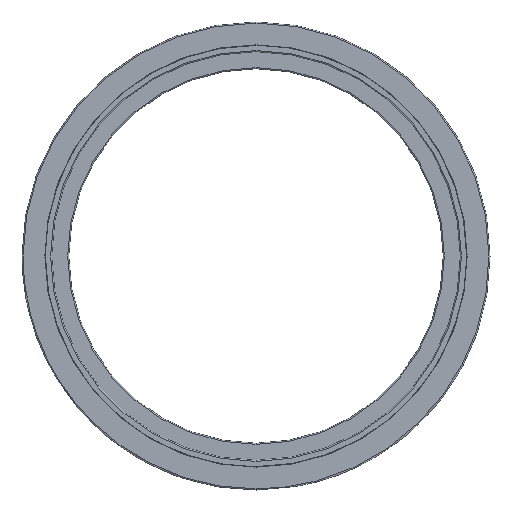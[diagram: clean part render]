
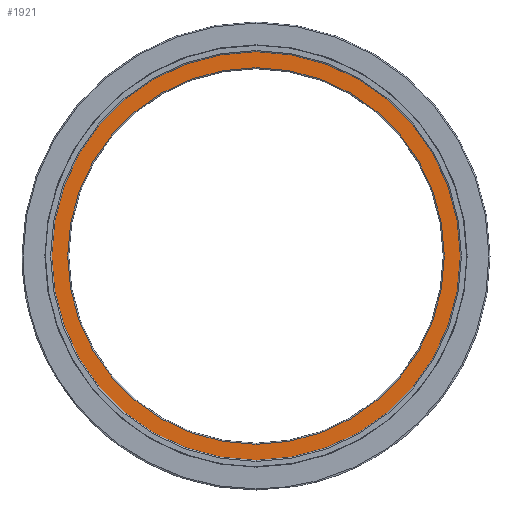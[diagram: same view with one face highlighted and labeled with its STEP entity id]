
A CAD part, left-side view. The second image highlights one B-rep face of the part: STEP entity #1921.
In plain terms, the highlighted planar face has unit normal (-1, 0, 0).
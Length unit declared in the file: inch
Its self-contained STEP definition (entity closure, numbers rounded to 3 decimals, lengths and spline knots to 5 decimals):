
#619 = DIRECTION ( 'NONE',  ( 0., 0., 1. ) ) ;
#687 = DIRECTION ( 'NONE',  ( 0., 1., 0. ) ) ;
#735 = AXIS2_PLACEMENT_3D ( 'NONE', #7410, #9883, #687 ) ;
#856 = DIRECTION ( 'NONE',  ( 0., 1., 0. ) ) ;
#1330 = ORIENTED_EDGE ( 'NONE', *, *, #4578, .F. ) ;
#1616 = CARTESIAN_POINT ( 'NONE',  ( 1.44882, 0., 0. ) ) ;
#1921 = ADVANCED_FACE ( 'NONE', ( #10413, #5333 ), #6187, .F. ) ;
#2324 = CARTESIAN_POINT ( 'NONE',  ( 1.44882, 0., 0. ) ) ;
#2383 = DIRECTION ( 'NONE',  ( 1., 0., 0. ) ) ;
#2708 = EDGE_CURVE ( 'NONE', #3958, #8871, #8603, .T. ) ;
#2920 = CIRCLE ( 'NONE', #7715, 15.07786 ) ;
#2940 = VERTEX_POINT ( 'NONE', #6103 ) ;
#3233 = ORIENTED_EDGE ( 'NONE', *, *, #2708, .F. ) ;
#3316 = DIRECTION ( 'NONE',  ( 1., 0., 0. ) ) ;
#3345 = DIRECTION ( 'NONE',  ( 0., 0., 1. ) ) ;
#3958 = VERTEX_POINT ( 'NONE', #4147 ) ;
#4042 = ORIENTED_EDGE ( 'NONE', *, *, #9266, .F. ) ;
#4114 = CIRCLE ( 'NONE', #4549, 13.46457 ) ;
#4147 = CARTESIAN_POINT ( 'NONE',  ( 1.44882, -15.07786, 0. ) ) ;
#4363 = EDGE_CURVE ( 'NONE', #2940, #5429, #4114, .T. ) ;
#4549 = AXIS2_PLACEMENT_3D ( 'NONE', #2324, #10589, #619 ) ;
#4578 = EDGE_CURVE ( 'NONE', #8871, #3958, #2920, .T. ) ;
#5004 = DIRECTION ( 'NONE',  ( -1., 0., 0. ) ) ;
#5333 = FACE_BOUND ( 'NONE', #7437, .T. ) ;
#5429 = VERTEX_POINT ( 'NONE', #7001 ) ;
#5704 = CARTESIAN_POINT ( 'NONE',  ( 1.44882, 0., 0. ) ) ;
#5891 = CARTESIAN_POINT ( 'NONE',  ( 1.44882, 0., 0. ) ) ;
#5956 = ORIENTED_EDGE ( 'NONE', *, *, #4363, .F. ) ;
#6103 = CARTESIAN_POINT ( 'NONE',  ( 1.44882, 0., -13.46457 ) ) ;
#6187 = PLANE ( 'NONE',  #9928 ) ;
#7001 = CARTESIAN_POINT ( 'NONE',  ( 1.44882, 0., 13.46457 ) ) ;
#7410 = CARTESIAN_POINT ( 'NONE',  ( 1.44882, 0., 0. ) ) ;
#7437 = EDGE_LOOP ( 'NONE', ( #4042, #5956 ) ) ;
#7715 = AXIS2_PLACEMENT_3D ( 'NONE', #5891, #3316, #856 ) ;
#8232 = DIRECTION ( 'NONE',  ( 0., 0., 1. ) ) ;
#8603 = CIRCLE ( 'NONE', #735, 15.07786 ) ;
#8726 = CIRCLE ( 'NONE', #9809, 13.46457 ) ;
#8871 = VERTEX_POINT ( 'NONE', #10109 ) ;
#9084 = EDGE_LOOP ( 'NONE', ( #1330, #3233 ) ) ;
#9266 = EDGE_CURVE ( 'NONE', #5429, #2940, #8726, .T. ) ;
#9809 = AXIS2_PLACEMENT_3D ( 'NONE', #1616, #5004, #3345 ) ;
#9883 = DIRECTION ( 'NONE',  ( 1., 0., 0. ) ) ;
#9928 = AXIS2_PLACEMENT_3D ( 'NONE', #5704, #2383, #8232 ) ;
#10109 = CARTESIAN_POINT ( 'NONE',  ( 1.44882, 15.07786, 0. ) ) ;
#10413 = FACE_OUTER_BOUND ( 'NONE', #9084, .T. ) ;
#10589 = DIRECTION ( 'NONE',  ( -1., 0., 0. ) ) ;
